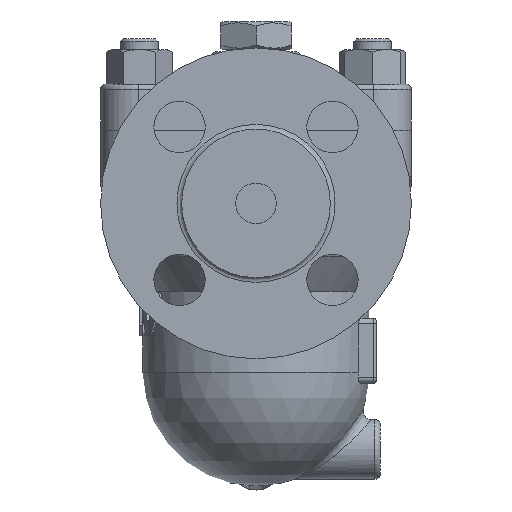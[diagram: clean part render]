
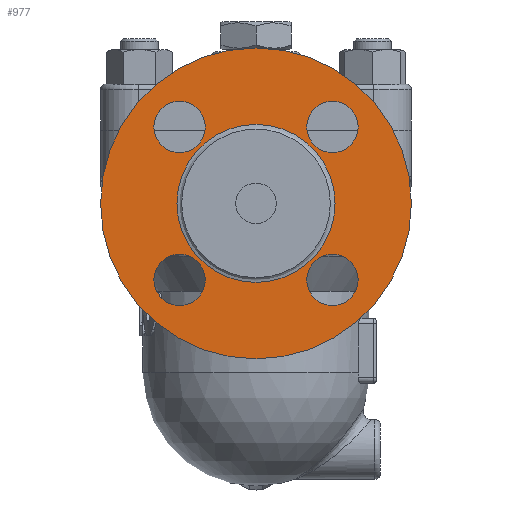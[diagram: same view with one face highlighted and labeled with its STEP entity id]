
A CAD part, left-side view. The second image highlights one B-rep face of the part: STEP entity #977.
In plain terms, the highlighted free-form (B-spline) face has degree [1, 1] with [2, 2] control points.
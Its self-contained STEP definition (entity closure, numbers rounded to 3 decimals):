
#678=CARTESIAN_POINT('',(-119.5,-18.784,21.284));
#679=VERTEX_POINT('',#678);
#680=CARTESIAN_POINT('',(-119.5,-28.284,21.284));
#681=DIRECTION('',(1.0,0.0,0.0));
#682=DIRECTION('',(0.0,1.0,0.0));
#683=AXIS2_PLACEMENT_3D('',#680,#681,#682);
#684=CIRCLE('',#683,9.5);
#685=EDGE_CURVE('',#679,#679,#684,.T.);
#706=CARTESIAN_POINT('',(-119.5,-28.284,-25.784));
#707=VERTEX_POINT('',#706);
#708=CARTESIAN_POINT('',(-119.5,-28.284,-35.284));
#709=DIRECTION('',(1.0,0.0,0.0));
#710=DIRECTION('',(0.0,0.0,1.0));
#711=AXIS2_PLACEMENT_3D('',#708,#709,#710);
#712=CIRCLE('',#711,9.5);
#713=EDGE_CURVE('',#707,#707,#712,.T.);
#734=CARTESIAN_POINT('',(-119.5,18.784,-35.284));
#735=VERTEX_POINT('',#734);
#736=CARTESIAN_POINT('',(-119.5,28.284,-35.284));
#737=DIRECTION('',(1.0,0.0,0.0));
#738=DIRECTION('',(0.0,-1.0,0.0));
#739=AXIS2_PLACEMENT_3D('',#736,#737,#738);
#740=CIRCLE('',#739,9.5);
#741=EDGE_CURVE('',#735,#735,#740,.T.);
#762=CARTESIAN_POINT('',(-119.5,28.284,11.784));
#763=VERTEX_POINT('',#762);
#764=CARTESIAN_POINT('',(-119.5,28.284,21.284));
#765=DIRECTION('',(1.0,0.0,0.0));
#766=DIRECTION('',(0.0,0.0,-1.0));
#767=AXIS2_PLACEMENT_3D('',#764,#765,#766);
#768=CIRCLE('',#767,9.5);
#769=EDGE_CURVE('',#763,#763,#768,.T.);
#881=CARTESIAN_POINT('',(-119.5,0.0,50.5));
#882=VERTEX_POINT('',#881);
#883=CARTESIAN_POINT('',(-119.5,0.0,-7.));
#884=DIRECTION('',(-1.0,0.0,0.0));
#885=DIRECTION('',(0.0,0.0,1.0));
#886=AXIS2_PLACEMENT_3D('',#883,#884,#885);
#887=CIRCLE('',#886,57.5);
#888=EDGE_CURVE('',#882,#882,#887,.T.);
#942=CARTESIAN_POINT('',(-119.5,0.,-36.232));
#943=VERTEX_POINT('',#942);
#944=CARTESIAN_POINT('',(-119.5,0.0,-7.));
#945=DIRECTION('',(1.0,0.0,0.0));
#946=DIRECTION('',(0.0,0.0,1.0));
#947=AXIS2_PLACEMENT_3D('',#944,#945,#946);
#948=CIRCLE('',#947,29.232);
#949=EDGE_CURVE('',#943,#943,#948,.T.);
#954=CARTESIAN_POINT('',(-119.5,57.5,50.5));
#955=CARTESIAN_POINT('',(-119.5,57.5,-64.5));
#956=CARTESIAN_POINT('',(-119.5,-57.5,50.5));
#957=CARTESIAN_POINT('',(-119.5,-57.5,-64.5));
#958=B_SPLINE_SURFACE_WITH_KNOTS('',1,1,((#954,#956),(#955,#957)),.UNSPECIFIED.,.F.,.F.,.U.,(2,2),(2,2),(0.0,115.),(0.0,115.),.UNSPECIFIED.);
#959=ORIENTED_EDGE('',*,*,#888,.T.);
#960=EDGE_LOOP('',(#959));
#961=FACE_OUTER_BOUND('',#960,.T.);
#962=ORIENTED_EDGE('',*,*,#685,.T.);
#963=EDGE_LOOP('',(#962));
#964=FACE_BOUND('',#963,.T.);
#965=ORIENTED_EDGE('',*,*,#713,.T.);
#966=EDGE_LOOP('',(#965));
#967=FACE_BOUND('',#966,.T.);
#968=ORIENTED_EDGE('',*,*,#741,.T.);
#969=EDGE_LOOP('',(#968));
#970=FACE_BOUND('',#969,.T.);
#971=ORIENTED_EDGE('',*,*,#769,.T.);
#972=EDGE_LOOP('',(#971));
#973=FACE_BOUND('',#972,.T.);
#974=ORIENTED_EDGE('',*,*,#949,.T.);
#975=EDGE_LOOP('',(#974));
#976=FACE_BOUND('',#975,.T.);
#977=ADVANCED_FACE('',(#961,#964,#967,#970,#973,#976),#958,.T.);
